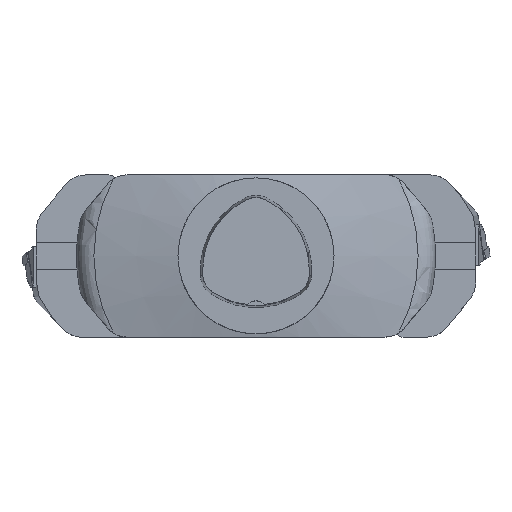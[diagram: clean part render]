
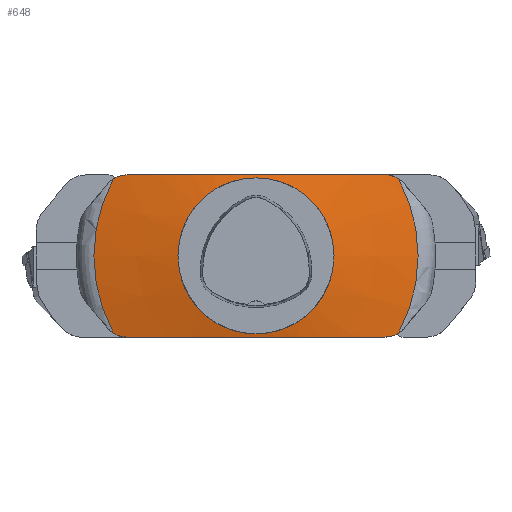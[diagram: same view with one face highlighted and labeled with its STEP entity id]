
A CAD part, top view. The second image highlights one B-rep face of the part: STEP entity #648.
In plain terms, the highlighted conical face has half-angle 78 degrees and reference radius 50 mm.
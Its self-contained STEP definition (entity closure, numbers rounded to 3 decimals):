
#483=CONICAL_SURFACE('',#3610,50.,78.);
#490=FACE_BOUND('',#1063,.T.);
#491=FACE_BOUND('',#1064,.T.);
#521=B_SPLINE_CURVE_WITH_KNOTS('',3,(#4905,#4906,#4907,#4908),
 .UNSPECIFIED.,.F.,.F.,(4,4),(0.,1.),.UNSPECIFIED.);
#524=B_SPLINE_CURVE_WITH_KNOTS('',3,(#4922,#4923,#4924,#4925),
 .UNSPECIFIED.,.F.,.F.,(4,4),(0.,1.),.UNSPECIFIED.);
#525=B_SPLINE_CURVE_WITH_KNOTS('',3,(#4931,#4932,#4933,#4934,#4935,#4936,
#4937,#4938,#4939,#4940,#4941,#4942),.UNSPECIFIED.,.F.,.F.,(4,2,2,2,2,4),
(0.,0.25,0.375,0.5,0.75,1.),.UNSPECIFIED.);
#526=B_SPLINE_CURVE_WITH_KNOTS('',3,(#4944,#4945,#4946,#4947),
 .UNSPECIFIED.,.F.,.F.,(4,4),(0.,1.),.UNSPECIFIED.);
#529=B_SPLINE_CURVE_WITH_KNOTS('',3,(#4961,#4962,#4963,#4964),
 .UNSPECIFIED.,.F.,.F.,(4,4),(0.,1.),.UNSPECIFIED.);
#530=B_SPLINE_CURVE_WITH_KNOTS('',3,(#4968,#4969,#4970,#4971,#4972,#4973,
#4974,#4975,#4976,#4977,#4978,#4979),.UNSPECIFIED.,.F.,.F.,(4,2,2,2,2,4),
(0.,0.25,0.5,0.625,0.75,1.),.UNSPECIFIED.);
#648=ADVANCED_FACE('',(#490,#491),#483,.T.);
#1063=EDGE_LOOP('',(#1490));
#1064=EDGE_LOOP('',(#1491,#1492,#1493,#1494,#1495,#1496,#1497,#1498));
#1228=CIRCLE('',#3600,103.911);
#1229=CIRCLE('',#3605,103.911);
#1230=CIRCLE('',#3609,50.);
#1490=ORIENTED_EDGE('',*,*,#2531,.T.);
#1491=ORIENTED_EDGE('',*,*,#2530,.F.);
#1492=ORIENTED_EDGE('',*,*,#2528,.T.);
#1493=ORIENTED_EDGE('',*,*,#2526,.T.);
#1494=ORIENTED_EDGE('',*,*,#2524,.T.);
#1495=ORIENTED_EDGE('',*,*,#2523,.F.);
#1496=ORIENTED_EDGE('',*,*,#2520,.T.);
#1497=ORIENTED_EDGE('',*,*,#2518,.T.);
#1498=ORIENTED_EDGE('',*,*,#2516,.T.);
#2204=VERTEX_POINT('',#4904);
#2205=VERTEX_POINT('',#4909);
#2206=VERTEX_POINT('',#4916);
#2207=VERTEX_POINT('',#4926);
#2208=VERTEX_POINT('',#4930);
#2209=VERTEX_POINT('',#4948);
#2210=VERTEX_POINT('',#4955);
#2211=VERTEX_POINT('',#4965);
#2212=VERTEX_POINT('',#4982);
#2516=EDGE_CURVE('',#2205,#2204,#521,.T.);
#2518=EDGE_CURVE('',#2206,#2205,#1228,.T.);
#2520=EDGE_CURVE('',#2207,#2206,#524,.T.);
#2523=EDGE_CURVE('',#2207,#2208,#525,.T.);
#2524=EDGE_CURVE('',#2209,#2208,#526,.T.);
#2526=EDGE_CURVE('',#2210,#2209,#1229,.T.);
#2528=EDGE_CURVE('',#2211,#2210,#529,.T.);
#2530=EDGE_CURVE('',#2211,#2204,#530,.T.);
#2531=EDGE_CURVE('',#2212,#2212,#1230,.T.);
#3600=AXIS2_PLACEMENT_3D('',#4915,#4011,#4012);
#3605=AXIS2_PLACEMENT_3D('',#4954,#4023,#4024);
#3609=AXIS2_PLACEMENT_3D('',#4981,#4032,#4033);
#3610=AXIS2_PLACEMENT_3D('',#4983,#4034,#4035);
#4011=DIRECTION('',(0.,0.,1.));
#4012=DIRECTION('',(-1.,0.,0.));
#4023=DIRECTION('',(0.,0.,1.));
#4024=DIRECTION('',(-1.,0.,0.));
#4032=DIRECTION('',(0.,0.,-1.));
#4033=DIRECTION('',(-1.,0.,0.));
#4034=DIRECTION('',(0.,0.,-1.));
#4035=DIRECTION('',(-1.,0.,0.));
#4904=CARTESIAN_POINT('',(-82.689,-52.,-47.135));
#4905=CARTESIAN_POINT('',(-91.409,-49.415,-48.459));
#4906=CARTESIAN_POINT('',(-88.798,-51.112,-48.142));
#4907=CARTESIAN_POINT('',(-85.769,-52.,-47.689));
#4908=CARTESIAN_POINT('',(-82.689,-52.,-47.135));
#4909=CARTESIAN_POINT('',(-91.409,-49.415,-48.459));
#4915=CARTESIAN_POINT('',(0.,0.,-48.459));
#4916=CARTESIAN_POINT('',(-91.409,49.415,-48.459));
#4922=CARTESIAN_POINT('',(-82.689,52.,-47.135));
#4923=CARTESIAN_POINT('',(-85.769,52.,-47.689));
#4924=CARTESIAN_POINT('',(-88.798,51.112,-48.142));
#4925=CARTESIAN_POINT('',(-91.409,49.415,-48.459));
#4926=CARTESIAN_POINT('',(-82.689,52.,-47.135));
#4930=CARTESIAN_POINT('',(82.689,52.,-47.135));
#4931=CARTESIAN_POINT('',(-82.689,52.,-47.135));
#4932=CARTESIAN_POINT('',(-69.012,52.,-44.674));
#4933=CARTESIAN_POINT('',(-55.31,52.,-42.345));
#4934=CARTESIAN_POINT('',(-34.613,52.,-39.6));
#4935=CARTESIAN_POINT('',(-27.689,52.,-38.819));
#4936=CARTESIAN_POINT('',(-13.75,52.,-37.722));
#4937=CARTESIAN_POINT('',(-6.741,52.,-37.419));
#4938=CARTESIAN_POINT('',(14.121,52.,-37.437));
#4939=CARTESIAN_POINT('',(27.902,52.,-38.707));
#4940=CARTESIAN_POINT('',(55.353,52.,-42.354));
#4941=CARTESIAN_POINT('',(69.028,52.,-44.677));
#4942=CARTESIAN_POINT('',(82.689,52.,-47.135));
#4944=CARTESIAN_POINT('',(91.409,49.415,-48.459));
#4945=CARTESIAN_POINT('',(88.798,51.112,-48.142));
#4946=CARTESIAN_POINT('',(85.769,52.,-47.689));
#4947=CARTESIAN_POINT('',(82.689,52.,-47.135));
#4948=CARTESIAN_POINT('',(91.409,49.415,-48.459));
#4954=CARTESIAN_POINT('',(0.,0.,-48.459));
#4955=CARTESIAN_POINT('',(91.409,-49.415,-48.459));
#4961=CARTESIAN_POINT('',(82.689,-52.,-47.135));
#4962=CARTESIAN_POINT('',(85.769,-52.,-47.689));
#4963=CARTESIAN_POINT('',(88.798,-51.112,-48.142));
#4964=CARTESIAN_POINT('',(91.409,-49.415,-48.459));
#4965=CARTESIAN_POINT('',(82.689,-52.,-47.135));
#4968=CARTESIAN_POINT('',(82.689,-52.,-47.135));
#4969=CARTESIAN_POINT('',(69.028,-52.,-44.677));
#4970=CARTESIAN_POINT('',(55.353,-52.,-42.354));
#4971=CARTESIAN_POINT('',(27.902,-52.,-38.707));
#4972=CARTESIAN_POINT('',(14.121,-52.,-37.437));
#4973=CARTESIAN_POINT('',(-6.741,-52.,-37.419));
#4974=CARTESIAN_POINT('',(-13.75,-52.,-37.722));
#4975=CARTESIAN_POINT('',(-27.689,-52.,-38.819));
#4976=CARTESIAN_POINT('',(-34.613,-52.,-39.6));
#4977=CARTESIAN_POINT('',(-55.31,-52.,-42.345));
#4978=CARTESIAN_POINT('',(-69.012,-52.,-44.674));
#4979=CARTESIAN_POINT('',(-82.689,-52.,-47.135));
#4981=CARTESIAN_POINT('',(0.,0.,-37.));
#4982=CARTESIAN_POINT('',(-50.,0.,-37.));
#4983=CARTESIAN_POINT('',(0.,0.,-37.));
